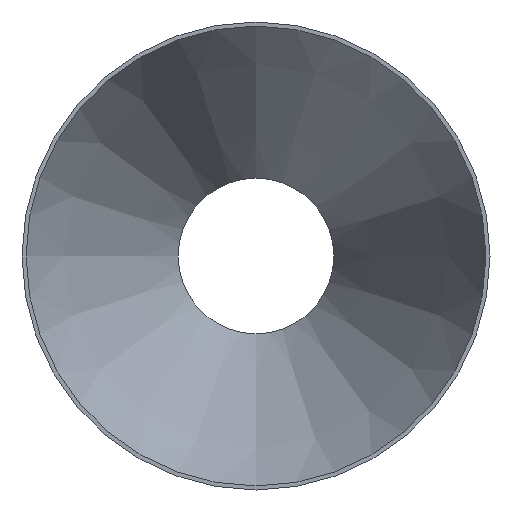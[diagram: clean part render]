
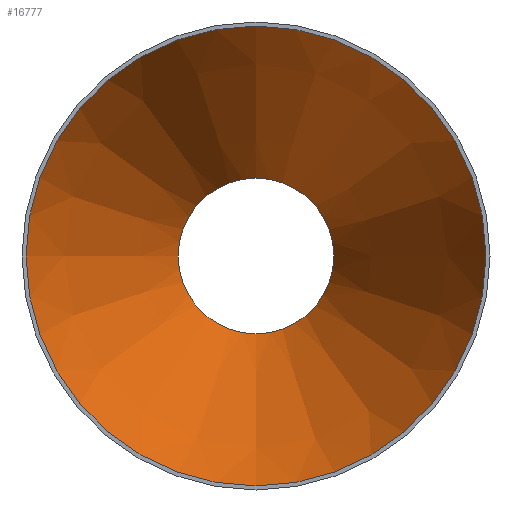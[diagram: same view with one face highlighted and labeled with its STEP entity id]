
A CAD part, front view. The second image highlights one B-rep face of the part: STEP entity #16777.
In plain terms, the highlighted conical face has half-angle 24.88 degrees and reference radius 124.795 mm.
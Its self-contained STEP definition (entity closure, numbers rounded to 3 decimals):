
#1815 = DIRECTION ( 'NONE',  ( 0., 0., -1. ) ) ;
#2428 = EDGE_CURVE ( 'NONE', #23984, #23984, #22381, .T. ) ;
#4021 = AXIS2_PLACEMENT_3D ( 'NONE', #36843, #29919, #24135 ) ;
#5063 = CONICAL_SURFACE ( 'NONE', #36206, 124.795, 0.434 ) ;
#7750 = ORIENTED_EDGE ( 'NONE', *, *, #2428, .F. ) ;
#9062 = FACE_BOUND ( 'NONE', #10814, .T. ) ;
#9766 = EDGE_CURVE ( 'NONE', #27158, #27158, #29008, .T. ) ;
#10814 = EDGE_LOOP ( 'NONE', ( #7750 ) ) ;
#12220 = CARTESIAN_POINT ( 'NONE',  ( 0., 178., -42.245 ) ) ;
#15215 = DIRECTION ( 'NONE',  ( 0., 0., -1. ) ) ;
#16777 = ADVANCED_FACE ( 'NONE', ( #9062, #38702 ), #5063, .F. ) ;
#17629 = DIRECTION ( 'NONE',  ( 0., -1., 0. ) ) ;
#22337 = CARTESIAN_POINT ( 'NONE',  ( 0., 0., 0. ) ) ;
#22381 = CIRCLE ( 'NONE', #4021, 42.245 ) ;
#23984 = VERTEX_POINT ( 'NONE', #12220 ) ;
#24135 = DIRECTION ( 'NONE',  ( 0., 0., -1. ) ) ;
#25721 = DIRECTION ( 'NONE',  ( 0., -1., 0. ) ) ;
#27158 = VERTEX_POINT ( 'NONE', #36500 ) ;
#27171 = CARTESIAN_POINT ( 'NONE',  ( 0., 0., 0. ) ) ;
#29008 = CIRCLE ( 'NONE', #37881, 124.795 ) ;
#29919 = DIRECTION ( 'NONE',  ( 0., -1., 0. ) ) ;
#36037 = ORIENTED_EDGE ( 'NONE', *, *, #9766, .T. ) ;
#36206 = AXIS2_PLACEMENT_3D ( 'NONE', #27171, #17629, #15215 ) ;
#36500 = CARTESIAN_POINT ( 'NONE',  ( 0., 0., -124.795 ) ) ;
#36668 = EDGE_LOOP ( 'NONE', ( #36037 ) ) ;
#36843 = CARTESIAN_POINT ( 'NONE',  ( 0., 178., 0. ) ) ;
#37881 = AXIS2_PLACEMENT_3D ( 'NONE', #22337, #25721, #1815 ) ;
#38702 = FACE_OUTER_BOUND ( 'NONE', #36668, .T. ) ;
